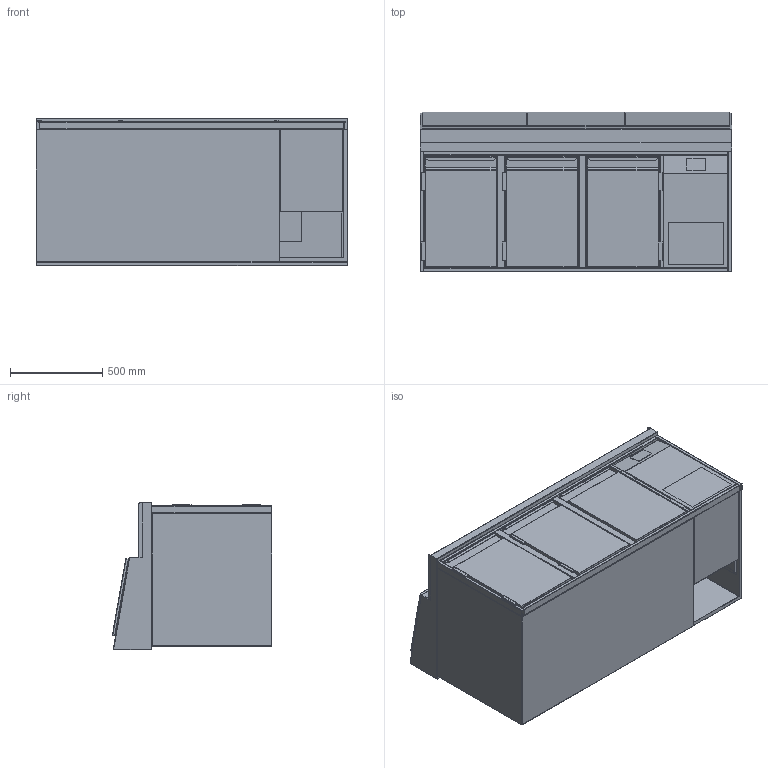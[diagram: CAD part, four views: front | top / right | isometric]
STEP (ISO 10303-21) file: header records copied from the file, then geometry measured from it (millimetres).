
FILE_DESCRIPTION (( 'STEP AP214' ), '1' );
FILE_NAME ('BLUE-3-65-R-3T-V03_34.step', '2026-02-26T08:01:36', ( '' ), ( '' ), 'SwSTEP 2.0', 'SolidWorks 2023', '' );
FILE_SCHEMA (( 'AUTOMOTIVE_DESIGN' ));
Length unit declared in the file: millimetre
Products named in the file (12): 21-01-47515_G-BL-FRR-650-1690--1320B-370; 24-02-55011_G-BL-Fach-S-R-370-760-650; 18-06-35404_TUER-385-595-L; 23-10-54633_G-BL-Korpus-1320-760-650-R; 18-06-35404_TUER-385-595-R; 20-03-43318_G-KT-Rahmen-Tür-400-650; 20-03-43319_G-BL-Einbauelement-Tür-400-660-650-L; 23-10-54635_Oberplatte-1690-BLU; 20-03-43331_G-KT-Auflage-400-660-Ohne-Rost; BLUE-3-65-R-3T-V03_34; 20-03-43331_G-KT-Auflage-400-660-mit-Rost; 20-03-43319_G-BL-Einbauelement-Tür-400-660-650-R
Assembly tree (15 placements, depth 3):
  BLUE-3-65-R-3T-V03_34
    23-10-54633_G-BL-Korpus-1320-760-650-R
    21-01-47515_G-BL-FRR-650-1690--1320B-370
    24-02-55011_G-BL-Fach-S-R-370-760-650
    20-03-43319_G-BL-Einbauelement-Tür-400-660-650-L  x2
      20-03-43318_G-KT-Rahmen-Tür-400-650
      18-06-35404_TUER-385-595-L
      20-03-43331_G-KT-Auflage-400-660-Ohne-Rost
      20-03-43331_G-KT-Auflage-400-660-mit-Rost
    20-03-43319_G-BL-Einbauelement-Tür-400-660-650-R
      20-03-43318_G-KT-Rahmen-Tür-400-650
      18-06-35404_TUER-385-595-R
      20-03-43331_G-KT-Auflage-400-660-Ohne-Rost
      20-03-43331_G-KT-Auflage-400-660-mit-Rost
    23-10-54635_Oberplatte-1690-BLU
Bounding box: 1691 x 864.26 x 800 mm (x, y, z)
Volume: 253182170.5 mm3; surface area: 20872159 mm2
Topology: 43 solids, 43 shells, 2476 faces, 6566 edges, 4124 vertices
Faces by surface type: cylinder 1531, plane 772, sphere 78, torus 50, bspline 45
Entity records: 40323 total; most frequent: CARTESIAN_POINT 7646, DIRECTION 6970, ORIENTED_EDGE 6438, EDGE_CURVE 3219, AXIS2_PLACEMENT_3D 2589, VERTEX_POINT 2013, VECTOR 1792, LINE 1792
